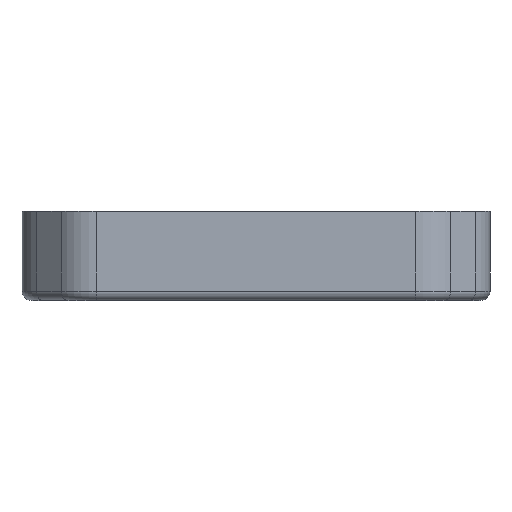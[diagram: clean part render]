
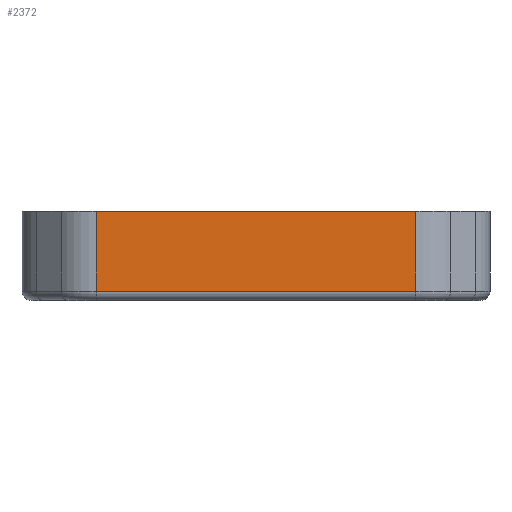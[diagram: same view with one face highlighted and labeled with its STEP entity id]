
A CAD part, front view. The second image highlights one B-rep face of the part: STEP entity #2372.
In plain terms, the highlighted planar face has unit normal (0, -1, 0).
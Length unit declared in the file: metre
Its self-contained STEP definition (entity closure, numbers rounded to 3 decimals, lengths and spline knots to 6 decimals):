
#203=LINE('',#3793,#386);
#275=LINE('',#4007,#458);
#276=LINE('',#4011,#459);
#277=LINE('',#4013,#460);
#386=VECTOR('',#2930,1.);
#458=VECTOR('',#3120,1.);
#459=VECTOR('',#3125,1.);
#460=VECTOR('',#3126,1.);
#748=ORIENTED_EDGE('',*,*,#1389,.F.);
#749=ORIENTED_EDGE('',*,*,#1282,.T.);
#750=ORIENTED_EDGE('',*,*,#1391,.T.);
#751=ORIENTED_EDGE('',*,*,#1392,.F.);
#1282=EDGE_CURVE('',#1627,#1626,#203,.T.);
#1389=EDGE_CURVE('',#1627,#1710,#275,.T.);
#1391=EDGE_CURVE('',#1626,#1711,#276,.T.);
#1392=EDGE_CURVE('',#1710,#1711,#277,.T.);
#1626=VERTEX_POINT('',#3792);
#1627=VERTEX_POINT('',#3794);
#1710=VERTEX_POINT('',#4008);
#1711=VERTEX_POINT('',#4012);
#1952=EDGE_LOOP('',(#748,#749,#750,#751));
#2149=FACE_BOUND('',#1952,.T.);
#2317=PLANE('',#2600);
#2372=ADVANCED_FACE('',(#2149),#2317,.F.);
#2600=AXIS2_PLACEMENT_3D('',#4010,#3123,#3124);
#2930=DIRECTION('',(-1.,0.,0.));
#3120=DIRECTION('',(0.,0.,-1.));
#3123=DIRECTION('',(0.,1.,0.));
#3124=DIRECTION('',(0.,0.,1.));
#3125=DIRECTION('',(0.,0.,-1.));
#3126=DIRECTION('',(-1.,0.,0.));
#3792=CARTESIAN_POINT('',(0.032879,-0.024949,0.0065));
#3793=CARTESIAN_POINT('',(0.049894,-0.024949,0.0065));
#3794=CARTESIAN_POINT('',(0.066909,-0.024949,0.0065));
#4007=CARTESIAN_POINT('',(0.066909,-0.024949,0.0065));
#4008=CARTESIAN_POINT('',(0.066909,-0.024949,-0.002));
#4010=CARTESIAN_POINT('',(0.049894,-0.024949,0.0065));
#4011=CARTESIAN_POINT('',(0.032879,-0.024949,0.0065));
#4012=CARTESIAN_POINT('',(0.032879,-0.024949,-0.002));
#4013=CARTESIAN_POINT('',(0.049894,-0.024949,-0.002));
